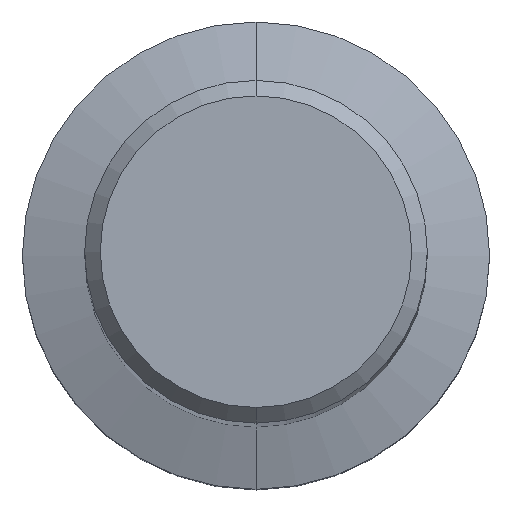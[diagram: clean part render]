
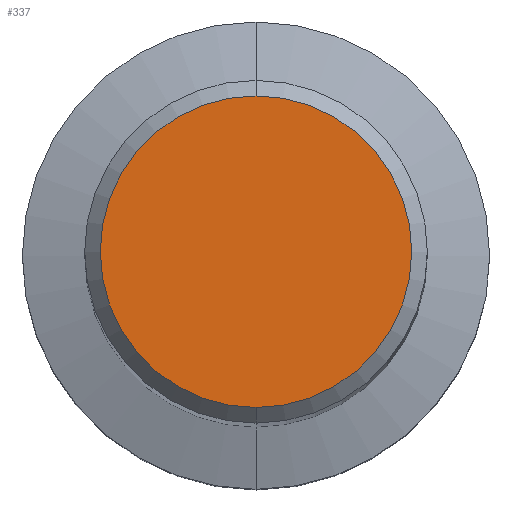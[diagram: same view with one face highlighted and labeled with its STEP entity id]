
A CAD part, top view. The second image highlights one B-rep face of the part: STEP entity #337.
In plain terms, the highlighted planar face has unit normal (0, 0, 1).
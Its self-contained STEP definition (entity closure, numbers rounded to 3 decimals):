
#209=EDGE_CURVE('',#493,#433,#566,.T.);
#291=EDGE_CURVE('',#433,#493,#652,.T.);
#337=ADVANCED_FACE('',(#707),#708,.T.);
#433=VERTEX_POINT('',#819);
#493=VERTEX_POINT('',#883);
#566=CIRCLE('',#961,10.0);
#652=CIRCLE('',#1193,10.0);
#707=FACE_OUTER_BOUND('',#1255,.T.);
#708=PLANE('',#1256);
#819=CARTESIAN_POINT('',(0.0,10.0,0.0));
#883=CARTESIAN_POINT('',(0.,-10.0,0.0));
#961=AXIS2_PLACEMENT_3D('',#1823,#1824,#1825);
#1193=AXIS2_PLACEMENT_3D('',#1887,#1888,#1889);
#1255=EDGE_LOOP('',(#1978,#1979));
#1256=AXIS2_PLACEMENT_3D('',#1980,#1981,#1982);
#1823=CARTESIAN_POINT('',(0.0,0.0,0.0));
#1824=DIRECTION('',(0.0,0.0,-1.0));
#1825=DIRECTION('',(0.0,1.0,0.0));
#1887=CARTESIAN_POINT('',(0.0,0.0,0.0));
#1888=DIRECTION('',(0.0,0.0,-1.0));
#1889=DIRECTION('',(0.0,1.0,0.0));
#1978=ORIENTED_EDGE('',*,*,#291,.F.);
#1979=ORIENTED_EDGE('',*,*,#209,.F.);
#1980=CARTESIAN_POINT('',(0.0,5.0,0.0));
#1981=DIRECTION('',(-0.0,0.0,1.0));
#1982=DIRECTION('',(0.0,-1.0,0.0));
